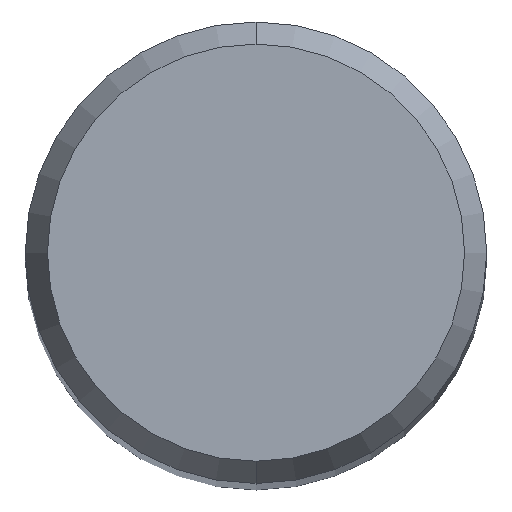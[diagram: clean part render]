
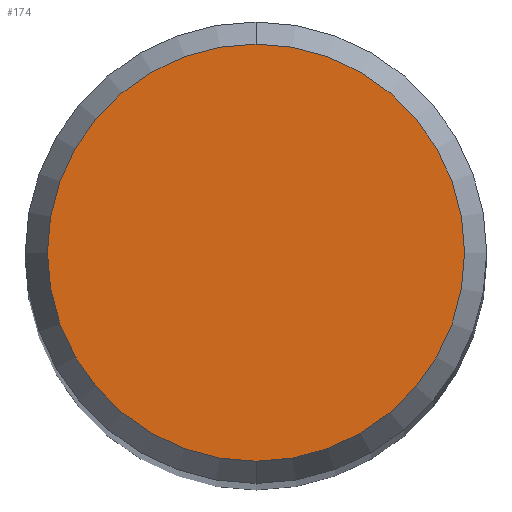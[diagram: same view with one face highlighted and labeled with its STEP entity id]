
A CAD part, top view. The second image highlights one B-rep face of the part: STEP entity #174.
In plain terms, the highlighted planar face has unit normal (0, 0, 1).
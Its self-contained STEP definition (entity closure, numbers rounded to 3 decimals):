
#96=EDGE_CURVE('',#200,#146,#233,.T.);
#146=VERTEX_POINT('',#289);
#174=ADVANCED_FACE('',(#322),#323,.T.);
#186=EDGE_CURVE('',#146,#200,#336,.T.);
#200=VERTEX_POINT('',#352);
#233=CIRCLE('',#382,2.158);
#289=CARTESIAN_POINT('',(0.,-2.158,0.01));
#322=FACE_OUTER_BOUND('',#492,.T.);
#323=PLANE('',#493);
#336=CIRCLE('',#510,2.158);
#352=CARTESIAN_POINT('',(0.0,2.158,0.01));
#382=AXIS2_PLACEMENT_3D('',#546,#547,#548);
#492=EDGE_LOOP('',(#662,#663));
#493=AXIS2_PLACEMENT_3D('',#664,#665,#666);
#510=AXIS2_PLACEMENT_3D('',#679,#680,#681);
#546=CARTESIAN_POINT('',(0.0,0.0,0.01));
#547=DIRECTION('',(0.0,0.0,-1.0));
#548=DIRECTION('',(0.0,1.0,0.0));
#662=ORIENTED_EDGE('',*,*,#96,.F.);
#663=ORIENTED_EDGE('',*,*,#186,.F.);
#664=CARTESIAN_POINT('',(0.0,1.079,0.01));
#665=DIRECTION('',(-0.0,0.0,1.0));
#666=DIRECTION('',(0.0,-1.0,0.0));
#679=CARTESIAN_POINT('',(0.0,0.0,0.01));
#680=DIRECTION('',(0.0,0.0,-1.0));
#681=DIRECTION('',(0.0,1.0,0.0));
